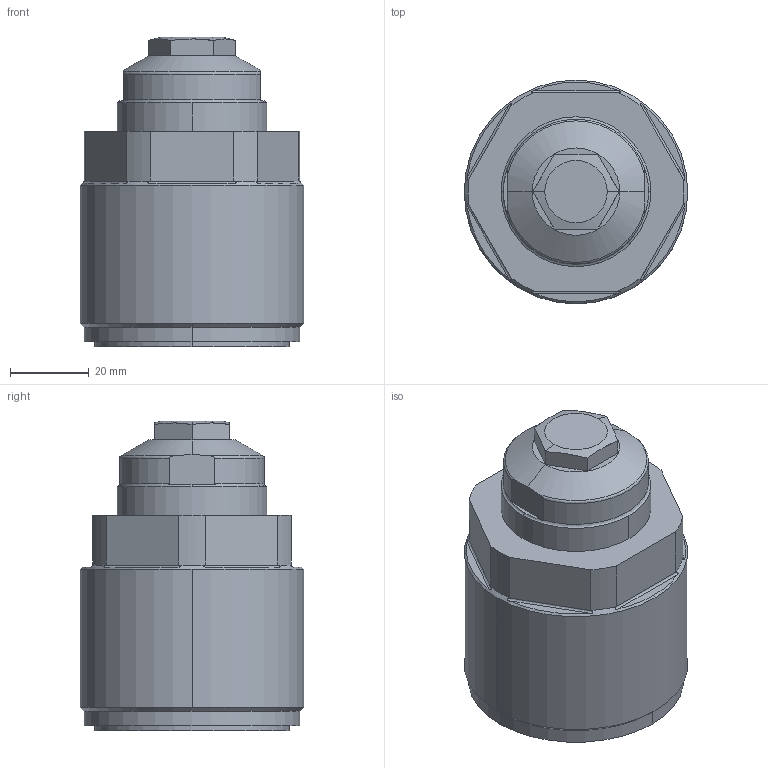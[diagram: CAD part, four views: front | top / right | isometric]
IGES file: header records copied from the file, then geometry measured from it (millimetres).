
Start section:  PTC IGES file: ilc10071506.igs
Global section: file name: ilc10071506.igs; native system: Pro/ENGINEER by Parametric Technology Corporation; preprocessor: 2007460; author: jdw; organization: Unknown; date: 20121018.144601; units: inch
Bounding box: 56.9 x 56.9 x 78.77 mm (x, y, z)
Surface area: 17018.6 mm2 (no closed solid volume)
Topology: 0 solids, 0 shells, 65 faces, 316 edges, 316 vertices
Faces by surface type: revolution 36, bspline 29
